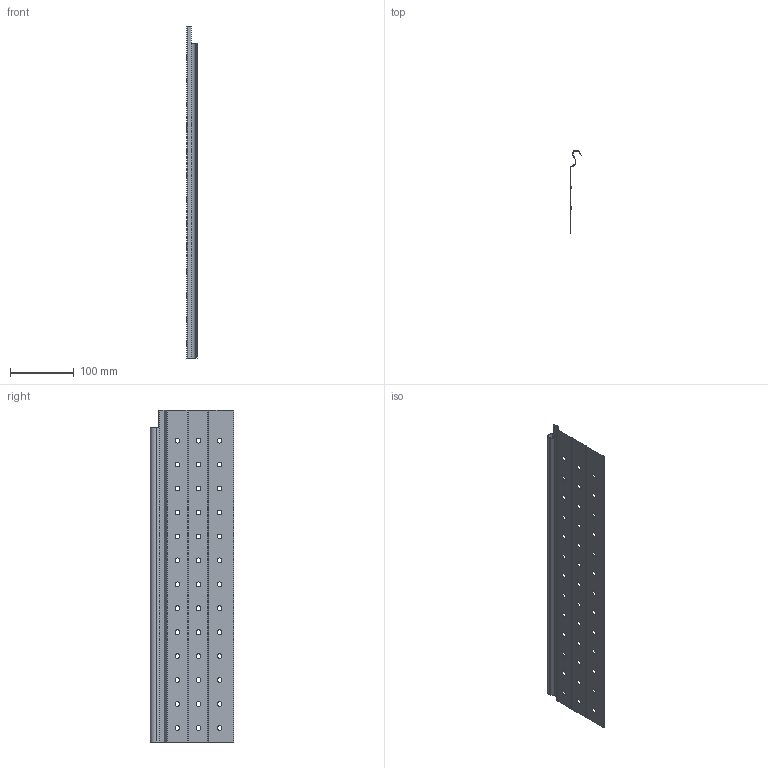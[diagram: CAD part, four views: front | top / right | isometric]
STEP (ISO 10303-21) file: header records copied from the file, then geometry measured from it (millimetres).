
FILE_DESCRIPTION (( 'STEP AP214' ), '1' );
FILE_NAME ('F000398,F000404-RIGHT_3D.step', '2022-10-10T14:01:37', ( '' ), ( '' ), 'SwSTEP 2.0', 'SolidWorks 2020', '' );
FILE_SCHEMA (( 'AUTOMOTIVE_DESIGN' ));
Length unit declared in the file: millimetre
Products named in the file (1): F000398,F000404-RIGHT_3D
Bounding box: 17 x 130.4 x 520 mm (x, y, z)
Volume: 38144.1 mm3; surface area: 153749.8 mm2
Topology: 1 solids, 1 shells, 108 faces, 318 edges, 212 vertices
Faces by surface type: cylinder 88, plane 20
Entity records: 3888 total; most frequent: DIRECTION 712, CARTESIAN_POINT 639, ORIENTED_EDGE 636, EDGE_CURVE 318, AXIS2_PLACEMENT_3D 285, VERTEX_POINT 212, EDGE_LOOP 186, CIRCLE 176
